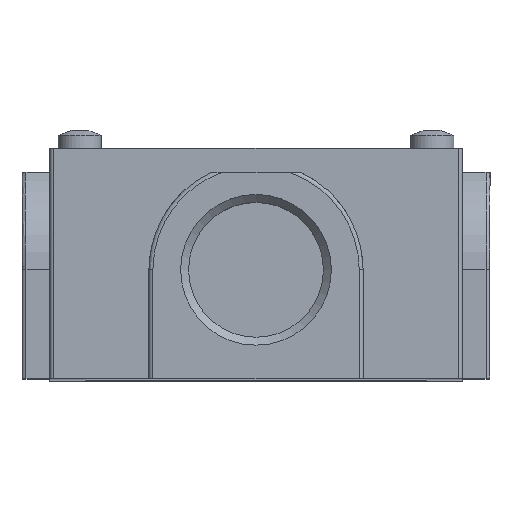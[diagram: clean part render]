
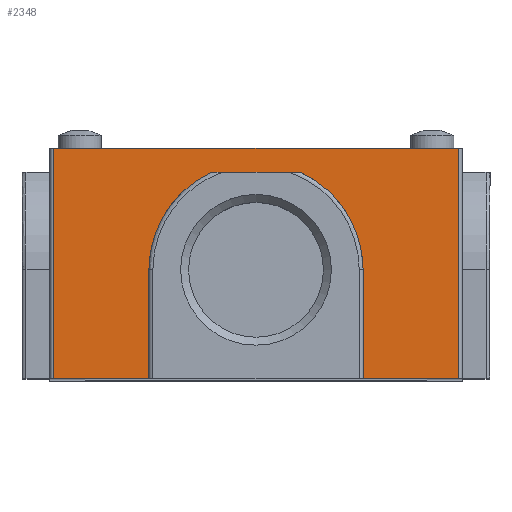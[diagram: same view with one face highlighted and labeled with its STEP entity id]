
A CAD part, top view. The second image highlights one B-rep face of the part: STEP entity #2348.
In plain terms, the highlighted face is planar.
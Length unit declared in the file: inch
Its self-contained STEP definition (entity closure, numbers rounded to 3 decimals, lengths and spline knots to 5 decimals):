
#17 = VECTOR ( 'NONE', #955, 39.37008 ) ;
#141 = AXIS2_PLACEMENT_3D ( 'NONE', #1906, #4771, #2450 ) ;
#368 = VECTOR ( 'NONE', #7586, 39.37008 ) ;
#372 = VERTEX_POINT ( 'NONE', #5114 ) ;
#671 = EDGE_CURVE ( 'NONE', #372, #5907, #7656, .T. ) ;
#752 = CARTESIAN_POINT ( 'NONE',  ( 0.01969, 0., 0. ) ) ;
#776 = EDGE_CURVE ( 'NONE', #1593, #2331, #4900, .T. ) ;
#933 = DIRECTION ( 'NONE',  ( 0., 0., 1. ) ) ;
#955 = DIRECTION ( 'NONE',  ( 0., 0., -1. ) ) ;
#1007 = CARTESIAN_POINT ( 'NONE',  ( -1.53543, 0., -1.15354 ) ) ;
#1146 = ORIENTED_EDGE ( 'NONE', *, *, #2025, .T. ) ;
#1197 = DIRECTION ( 'NONE',  ( 1., 0., 0. ) ) ;
#1245 = CARTESIAN_POINT ( 'NONE',  ( -0.47244, 0., -0.60236 ) ) ;
#1300 = VERTEX_POINT ( 'NONE', #4702 ) ;
#1423 = DIRECTION ( 'NONE',  ( -1., 0., 0. ) ) ;
#1429 = CARTESIAN_POINT ( 'NONE',  ( 0., 0., -1.15354 ) ) ;
#1432 = VECTOR ( 'NONE', #3734, 39.37008 ) ;
#1502 = PLANE ( 'NONE',  #6569 ) ;
#1549 = DIRECTION ( 'NONE',  ( 1., 0., 0. ) ) ;
#1593 = VERTEX_POINT ( 'NONE', #1715 ) ;
#1646 = LINE ( 'NONE', #1007, #4639 ) ;
#1671 = LINE ( 'NONE', #4059, #2888 ) ;
#1713 = EDGE_CURVE ( 'NONE', #4029, #7042, #2816, .T. ) ;
#1715 = CARTESIAN_POINT ( 'NONE',  ( -1.53543, 0., -0.60236 ) ) ;
#1906 = CARTESIAN_POINT ( 'NONE',  ( -1.00394, 0., -0.60236 ) ) ;
#1943 = ORIENTED_EDGE ( 'NONE', *, *, #1713, .T. ) ;
#1975 = ORIENTED_EDGE ( 'NONE', *, *, #7101, .T. ) ;
#2025 = EDGE_CURVE ( 'NONE', #7042, #2514, #3352, .T. ) ;
#2045 = CARTESIAN_POINT ( 'NONE',  ( -0.47244, 0., -1.1437 ) ) ;
#2119 = CARTESIAN_POINT ( 'NONE',  ( 0.01969, 0., -1.15354 ) ) ;
#2201 = EDGE_CURVE ( 'NONE', #2514, #7415, #2412, .T. ) ;
#2238 = CARTESIAN_POINT ( 'NONE',  ( 0., 0., 0. ) ) ;
#2331 = VERTEX_POINT ( 'NONE', #3309 ) ;
#2348 = ADVANCED_FACE ( 'NONE', ( #7446 ), #1502, .T. ) ;
#2412 = LINE ( 'NONE', #752, #1432 ) ;
#2450 = DIRECTION ( 'NONE',  ( 1., 0., 0. ) ) ;
#2514 = VERTEX_POINT ( 'NONE', #2238 ) ;
#2566 = LINE ( 'NONE', #4809, #3275 ) ;
#2816 = LINE ( 'NONE', #6415, #368 ) ;
#2888 = VECTOR ( 'NONE', #7658, 39.37008 ) ;
#2898 = LINE ( 'NONE', #5281, #2904 ) ;
#2904 = VECTOR ( 'NONE', #4729, 39.37008 ) ;
#3234 = CARTESIAN_POINT ( 'NONE',  ( -1.00394, 0., -0.60236 ) ) ;
#3245 = EDGE_LOOP ( 'NONE', ( #6718, #1975, #7188, #3559, #6678, #6006, #6413, #3965, #1943, #1146 ) ) ;
#3275 = VECTOR ( 'NONE', #1197, 39.37008 ) ;
#3309 = CARTESIAN_POINT ( 'NONE',  ( -1.223, 0., -0.11811 ) ) ;
#3352 = LINE ( 'NONE', #1429, #7008 ) ;
#3559 = ORIENTED_EDGE ( 'NONE', *, *, #6163, .T. ) ;
#3734 = DIRECTION ( 'NONE',  ( -1., 0., 0. ) ) ;
#3964 = CARTESIAN_POINT ( 'NONE',  ( -2.00787, 0., -1.1437 ) ) ;
#3965 = ORIENTED_EDGE ( 'NONE', *, *, #7246, .T. ) ;
#4029 = VERTEX_POINT ( 'NONE', #2045 ) ;
#4059 = CARTESIAN_POINT ( 'NONE',  ( 0.01969, 0., -0.11811 ) ) ;
#4153 = VERTEX_POINT ( 'NONE', #3964 ) ;
#4162 = AXIS2_PLACEMENT_3D ( 'NONE', #3234, #4989, #1549 ) ;
#4639 = VECTOR ( 'NONE', #933, 39.37008 ) ;
#4702 = CARTESIAN_POINT ( 'NONE',  ( -1.53543, 0., -1.1437 ) ) ;
#4729 = DIRECTION ( 'NONE',  ( 0., 0., -1. ) ) ;
#4771 = DIRECTION ( 'NONE',  ( 0., 1., 0. ) ) ;
#4809 = CARTESIAN_POINT ( 'NONE',  ( 2.64423, 0., -1.1437 ) ) ;
#4900 = CIRCLE ( 'NONE', #4162, 0.5315 ) ;
#4989 = DIRECTION ( 'NONE',  ( 0., 1., 0. ) ) ;
#4991 = DIRECTION ( 'NONE',  ( 0., 0., 1. ) ) ;
#5026 = EDGE_CURVE ( 'NONE', #2331, #372, #1671, .T. ) ;
#5114 = CARTESIAN_POINT ( 'NONE',  ( -0.78488, 0., -0.11811 ) ) ;
#5226 = CARTESIAN_POINT ( 'NONE',  ( -2.00787, 0., 0. ) ) ;
#5281 = CARTESIAN_POINT ( 'NONE',  ( -2.00787, 0., -1.15354 ) ) ;
#5580 = CARTESIAN_POINT ( 'NONE',  ( -0.47244, 0., -1.15354 ) ) ;
#5907 = VERTEX_POINT ( 'NONE', #1245 ) ;
#6006 = ORIENTED_EDGE ( 'NONE', *, *, #5026, .T. ) ;
#6163 = EDGE_CURVE ( 'NONE', #1300, #1593, #1646, .T. ) ;
#6232 = DIRECTION ( 'NONE',  ( 0., -1., 0. ) ) ;
#6413 = ORIENTED_EDGE ( 'NONE', *, *, #671, .T. ) ;
#6415 = CARTESIAN_POINT ( 'NONE',  ( 2.64423, 0., -1.1437 ) ) ;
#6569 = AXIS2_PLACEMENT_3D ( 'NONE', #2119, #6232, #1423 ) ;
#6678 = ORIENTED_EDGE ( 'NONE', *, *, #776, .T. ) ;
#6718 = ORIENTED_EDGE ( 'NONE', *, *, #2201, .T. ) ;
#6996 = CARTESIAN_POINT ( 'NONE',  ( 0., 0., -1.1437 ) ) ;
#7008 = VECTOR ( 'NONE', #4991, 39.37008 ) ;
#7042 = VERTEX_POINT ( 'NONE', #6996 ) ;
#7101 = EDGE_CURVE ( 'NONE', #7415, #4153, #2898, .T. ) ;
#7147 = EDGE_CURVE ( 'NONE', #4153, #1300, #2566, .T. ) ;
#7188 = ORIENTED_EDGE ( 'NONE', *, *, #7147, .T. ) ;
#7246 = EDGE_CURVE ( 'NONE', #5907, #4029, #7419, .T. ) ;
#7415 = VERTEX_POINT ( 'NONE', #5226 ) ;
#7419 = LINE ( 'NONE', #5580, #17 ) ;
#7446 = FACE_OUTER_BOUND ( 'NONE', #3245, .T. ) ;
#7586 = DIRECTION ( 'NONE',  ( 1., 0., 0. ) ) ;
#7656 = CIRCLE ( 'NONE', #141, 0.5315 ) ;
#7658 = DIRECTION ( 'NONE',  ( 1., 0., 0. ) ) ;
